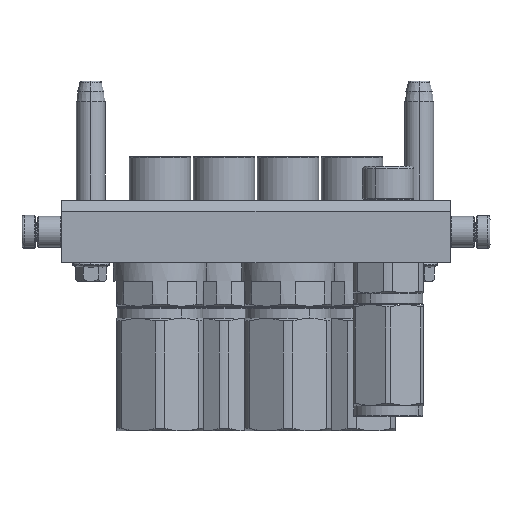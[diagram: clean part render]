
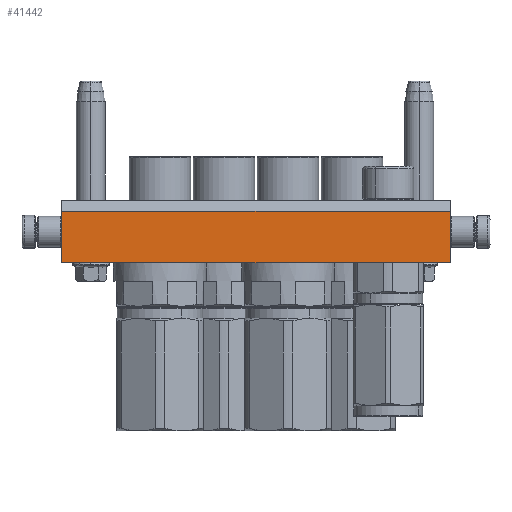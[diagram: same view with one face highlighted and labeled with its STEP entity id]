
A CAD part, left-side view. The second image highlights one B-rep face of the part: STEP entity #41442.
In plain terms, the highlighted face is planar.
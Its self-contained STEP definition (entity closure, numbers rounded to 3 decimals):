
#1503 = CARTESIAN_POINT ( 'NONE',  ( -94., -10., -45. ) ) ;
#3292 = VERTEX_POINT ( 'NONE', #24721 ) ;
#3549 = PLANE ( 'NONE',  #19323 ) ;
#3796 = ORIENTED_EDGE ( 'NONE', *, *, #14992, .T. ) ;
#7027 = VECTOR ( 'NONE', #42174, 1000. ) ;
#7082 = LINE ( 'NONE', #23819, #67794 ) ;
#7602 = VERTEX_POINT ( 'NONE', #1503 ) ;
#12254 = LINE ( 'NONE', #34884, #40839 ) ;
#12802 = ORIENTED_EDGE ( 'NONE', *, *, #69192, .F. ) ;
#13444 = CARTESIAN_POINT ( 'NONE',  ( -94., -10., -45. ) ) ;
#13649 = DIRECTION ( 'NONE',  ( 0., 1., 0. ) ) ;
#14992 = EDGE_CURVE ( 'NONE', #7602, #68038, #36572, .T. ) ;
#17082 = ORIENTED_EDGE ( 'NONE', *, *, #48641, .F. ) ;
#18527 = DIRECTION ( 'NONE',  ( 1., 0., 0. ) ) ;
#19323 = AXIS2_PLACEMENT_3D ( 'NONE', #27400, #40683, #24412 ) ;
#23819 = CARTESIAN_POINT ( 'NONE',  ( 94., -10., -45. ) ) ;
#24412 = DIRECTION ( 'NONE',  ( -1., 0., 0. ) ) ;
#24721 = CARTESIAN_POINT ( 'NONE',  ( 94., 15., -45. ) ) ;
#26852 = LINE ( 'NONE', #13444, #45052 ) ;
#27400 = CARTESIAN_POINT ( 'NONE',  ( 94., -15., -45. ) ) ;
#28884 = CARTESIAN_POINT ( 'NONE',  ( 94., -10., -45. ) ) ;
#30325 = CARTESIAN_POINT ( 'NONE',  ( -94., -10., -45. ) ) ;
#33758 = CARTESIAN_POINT ( 'NONE',  ( -94., 15., -45. ) ) ;
#34884 = CARTESIAN_POINT ( 'NONE',  ( 94., 15., -45. ) ) ;
#35127 = DIRECTION ( 'NONE',  ( -1., 0., 0. ) ) ;
#36572 = LINE ( 'NONE', #30325, #7027 ) ;
#37380 = EDGE_CURVE ( 'NONE', #3292, #68038, #12254, .T. ) ;
#40683 = DIRECTION ( 'NONE',  ( 0., 0., -1. ) ) ;
#40839 = VECTOR ( 'NONE', #35127, 1000. ) ;
#41442 = ADVANCED_FACE ( 'NONE', ( #44009 ), #3549, .T. ) ;
#42174 = DIRECTION ( 'NONE',  ( 0., 1., 0. ) ) ;
#44009 = FACE_OUTER_BOUND ( 'NONE', #54693, .T. ) ;
#45052 = VECTOR ( 'NONE', #18527, 1000. ) ;
#48641 = EDGE_CURVE ( 'NONE', #49837, #3292, #7082, .T. ) ;
#49837 = VERTEX_POINT ( 'NONE', #28884 ) ;
#54693 = EDGE_LOOP ( 'NONE', ( #3796, #65260, #17082, #12802 ) ) ;
#65260 = ORIENTED_EDGE ( 'NONE', *, *, #37380, .F. ) ;
#67794 = VECTOR ( 'NONE', #13649, 1000. ) ;
#68038 = VERTEX_POINT ( 'NONE', #33758 ) ;
#69192 = EDGE_CURVE ( 'NONE', #7602, #49837, #26852, .T. ) ;
